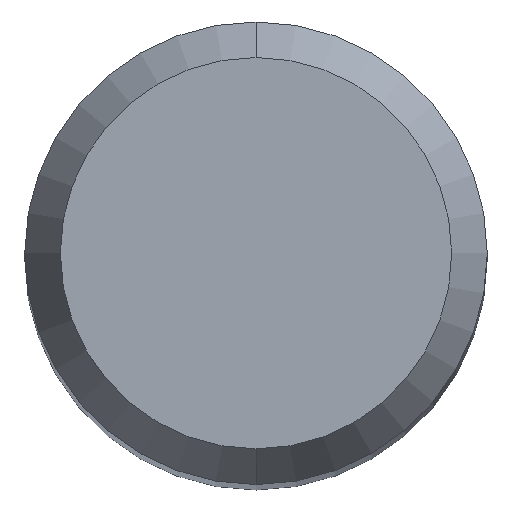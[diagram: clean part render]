
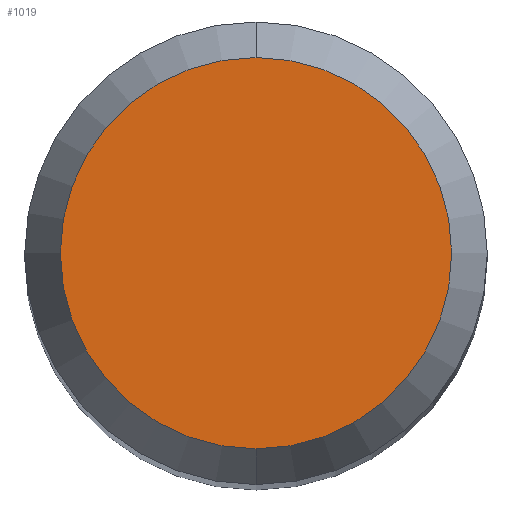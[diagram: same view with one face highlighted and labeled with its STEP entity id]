
A CAD part, top view. The second image highlights one B-rep face of the part: STEP entity #1019.
In plain terms, the highlighted planar face has unit normal (0, 0, 1).
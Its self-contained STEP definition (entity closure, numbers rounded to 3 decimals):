
#493=EDGE_CURVE('',#1079,#865,#1421,.T.);
#555=EDGE_CURVE('',#865,#1079,#1488,.T.);
#865=VERTEX_POINT('',#1826);
#1019=ADVANCED_FACE('',(#1990),#1991,.T.);
#1079=VERTEX_POINT('',#2057);
#1421=CIRCLE('',#2615,2.538);
#1488=CIRCLE('',#3010,2.538);
#1826=CARTESIAN_POINT('',(0.0,2.538,0.0));
#1990=FACE_OUTER_BOUND('',#7044,.T.);
#1991=PLANE('',#7045);
#2057=CARTESIAN_POINT('',(0.,-2.538,0.0));
#2615=AXIS2_PLACEMENT_3D('',#10650,#10651,#10652);
#3010=AXIS2_PLACEMENT_3D('',#10728,#10729,#10730);
#7044=EDGE_LOOP('',(#11194,#11195));
#7045=AXIS2_PLACEMENT_3D('',#11196,#11197,#11198);
#10650=CARTESIAN_POINT('',(0.0,0.0,0.0));
#10651=DIRECTION('',(0.0,0.0,-1.0));
#10652=DIRECTION('',(0.0,1.0,0.0));
#10728=CARTESIAN_POINT('',(0.0,0.0,0.0));
#10729=DIRECTION('',(0.0,0.0,-1.0));
#10730=DIRECTION('',(0.0,1.0,0.0));
#11194=ORIENTED_EDGE('',*,*,#555,.F.);
#11195=ORIENTED_EDGE('',*,*,#493,.F.);
#11196=CARTESIAN_POINT('',(0.0,1.269,0.0));
#11197=DIRECTION('',(-0.0,0.0,1.0));
#11198=DIRECTION('',(0.0,-1.0,0.0));
